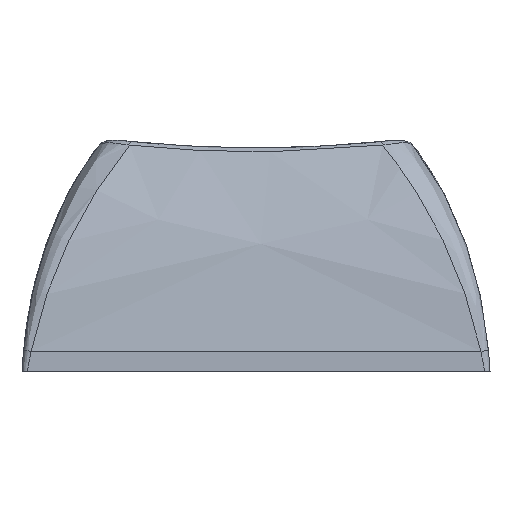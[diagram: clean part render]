
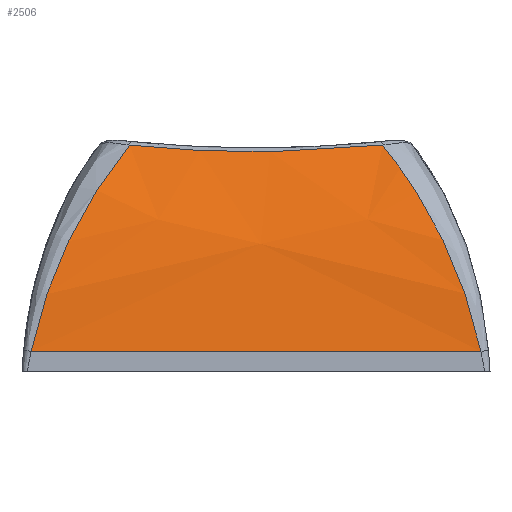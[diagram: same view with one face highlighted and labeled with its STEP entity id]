
A CAD part, left-side view. The second image highlights one B-rep face of the part: STEP entity #2506.
In plain terms, the highlighted free-form (B-spline) face has degree [3, 1] with [5, 2] control points.
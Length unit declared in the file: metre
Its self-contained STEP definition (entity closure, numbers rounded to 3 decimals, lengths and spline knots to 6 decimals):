
#49=B_SPLINE_SURFACE_WITH_KNOTS('',3,1,((#5236,#5237),(#5238,#5239),(#5240,
#5241),(#5242,#5243),(#5244,#5245)),.SURF_OF_LINEAR_EXTRUSION.,.F.,.F.,
 .F.,(4,1,4),(2,2),(0.03509,0.517545,1.),
(0.,1.),.UNSPECIFIED.);
#101=B_SPLINE_CURVE_WITH_KNOTS('',3,(#4239,#4240,#4241,#4242),
 .UNSPECIFIED.,.F.,.F.,(4,4),(0.,1.),.UNSPECIFIED.);
#128=B_SPLINE_CURVE_WITH_KNOTS('',3,(#4957,#4958,#4959,#4960,#4961,#4962,
#4963,#4964,#4965,#4966,#4967,#4968,#4969,#4970,#4971,#4972,#4973,#4974),
 .UNSPECIFIED.,.F.,.F.,(4,1,1,1,1,1,1,1,1,1,1,1,1,1,1,4),(0.,0.125,0.25,
0.375,0.5,0.625,0.75,0.8125,0.875,0.90625,0.9375,0.953125,0.960938,0.96875,
0.984375,1.),.UNSPECIFIED.);
#132=B_SPLINE_CURVE_WITH_KNOTS('',3,(#5128,#5129,#5130,#5131,#5132,#5133,
#5134,#5135,#5136,#5137,#5138,#5139,#5140,#5141,#5142,#5143,#5144,#5145),
 .UNSPECIFIED.,.F.,.F.,(4,1,1,1,1,1,1,1,1,1,1,1,1,1,1,4),(0.,0.015625,0.03125,
0.039063,0.046875,0.0625,0.09375,0.125,0.1875,0.25,0.375,0.5,0.625,0.75,
0.875,1.),.UNSPECIFIED.);
#830=ORIENTED_EDGE('',*,*,#1220,.T.);
#831=ORIENTED_EDGE('',*,*,#1186,.T.);
#832=ORIENTED_EDGE('',*,*,#1225,.T.);
#833=ORIENTED_EDGE('',*,*,#1238,.T.);
#1186=EDGE_CURVE('',#1434,#1429,#101,.T.);
#1220=EDGE_CURVE('',#1453,#1434,#128,.T.);
#1225=EDGE_CURVE('',#1429,#1456,#132,.T.);
#1238=EDGE_CURVE('',#1456,#1453,#1709,.T.);
#1429=VERTEX_POINT('',#4174);
#1434=VERTEX_POINT('',#4226);
#1453=VERTEX_POINT('',#4975);
#1456=VERTEX_POINT('',#5146);
#1709=LINE('',#5235,#1955);
#1955=VECTOR('',#3167,1.);
#2102=EDGE_LOOP('',(#830,#831,#832,#833));
#2258=FACE_BOUND('',#2102,.T.);
#2506=ADVANCED_FACE('',(#2258),#49,.T.);
#3167=DIRECTION('',(0.,-1.,0.));
#4174=CARTESIAN_POINT('',(0.227185,-0.004264,0.008863));
#4226=CARTESIAN_POINT('',(0.227185,-0.014161,0.008863));
#4239=CARTESIAN_POINT('',(0.227185,-0.014161,0.008863));
#4240=CARTESIAN_POINT('',(0.226905,-0.010863,0.008511));
#4241=CARTESIAN_POINT('',(0.226905,-0.007564,0.008511));
#4242=CARTESIAN_POINT('',(0.227185,-0.004264,0.008863));
#4957=CARTESIAN_POINT('',(0.224222,-0.018012,0.0008));
#4958=CARTESIAN_POINT('',(0.224257,-0.017924,0.001211));
#4959=CARTESIAN_POINT('',(0.22435,-0.017737,0.001974));
#4960=CARTESIAN_POINT('',(0.224571,-0.017369,0.003139));
#4961=CARTESIAN_POINT('',(0.224839,-0.01697,0.004183));
#4962=CARTESIAN_POINT('',(0.225203,-0.016474,0.005281));
#4963=CARTESIAN_POINT('',(0.225587,-0.01598,0.006221));
#4964=CARTESIAN_POINT('',(0.225989,-0.015491,0.007033));
#4965=CARTESIAN_POINT('',(0.226312,-0.015114,0.0076));
#4966=CARTESIAN_POINT('',(0.226544,-0.014851,0.007972));
#4967=CARTESIAN_POINT('',(0.226716,-0.01466,0.008228));
#4968=CARTESIAN_POINT('',(0.226849,-0.014515,0.008418));
#4969=CARTESIAN_POINT('',(0.226918,-0.01444,0.008514));
#4970=CARTESIAN_POINT('',(0.226984,-0.014369,0.008602));
#4971=CARTESIAN_POINT('',(0.227013,-0.014338,0.008641));
#4972=CARTESIAN_POINT('',(0.227089,-0.014258,0.008742));
#4973=CARTESIAN_POINT('',(0.227164,-0.014182,0.008837));
#4974=CARTESIAN_POINT('',(0.227185,-0.014161,0.008863));
#4975=CARTESIAN_POINT('',(0.224222,-0.018011,0.0008));
#5128=CARTESIAN_POINT('',(0.227185,-0.004264,0.008863));
#5129=CARTESIAN_POINT('',(0.227164,-0.004243,0.008837));
#5130=CARTESIAN_POINT('',(0.227089,-0.004167,0.008742));
#5131=CARTESIAN_POINT('',(0.227013,-0.004088,0.008641));
#5132=CARTESIAN_POINT('',(0.226983,-0.004057,0.008602));
#5133=CARTESIAN_POINT('',(0.226918,-0.003986,0.008514));
#5134=CARTESIAN_POINT('',(0.226849,-0.00391,0.008418));
#5135=CARTESIAN_POINT('',(0.226716,-0.003766,0.008229));
#5136=CARTESIAN_POINT('',(0.226544,-0.003574,0.007971));
#5137=CARTESIAN_POINT('',(0.226312,-0.003312,0.007601));
#5138=CARTESIAN_POINT('',(0.225989,-0.002934,0.007033));
#5139=CARTESIAN_POINT('',(0.225587,-0.002446,0.006221));
#5140=CARTESIAN_POINT('',(0.225203,-0.001951,0.005281));
#5141=CARTESIAN_POINT('',(0.22484,-0.001456,0.004183));
#5142=CARTESIAN_POINT('',(0.224571,-0.001056,0.003139));
#5143=CARTESIAN_POINT('',(0.22435,-0.000689,0.001975));
#5144=CARTESIAN_POINT('',(0.224257,-0.000502,0.001211));
#5145=CARTESIAN_POINT('',(0.224222,-0.000414,0.0008));
#5146=CARTESIAN_POINT('',(0.224222,-0.000414,0.0008));
#5235=CARTESIAN_POINT('',(0.224222,-0.009125,0.0008));
#5236=CARTESIAN_POINT('',(0.227217,-0.000308,0.008904));
#5237=CARTESIAN_POINT('',(0.227217,-0.018118,0.008904));
#5238=CARTESIAN_POINT('',(0.2263,-0.000308,0.007764));
#5239=CARTESIAN_POINT('',(0.2263,-0.018118,0.007764));
#5240=CARTESIAN_POINT('',(0.224952,-0.000308,0.005121));
#5241=CARTESIAN_POINT('',(0.224952,-0.018118,0.005121));
#5242=CARTESIAN_POINT('',(0.224348,-0.000308,0.00226));
#5243=CARTESIAN_POINT('',(0.224348,-0.018118,0.00226));
#5244=CARTESIAN_POINT('',(0.224222,-0.000308,0.0008));
#5245=CARTESIAN_POINT('',(0.224222,-0.018118,0.0008));
